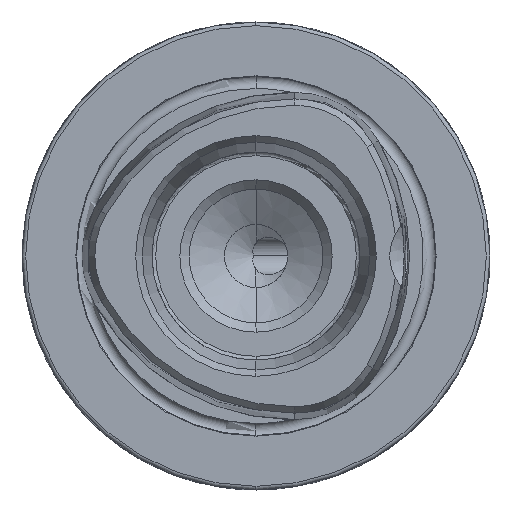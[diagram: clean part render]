
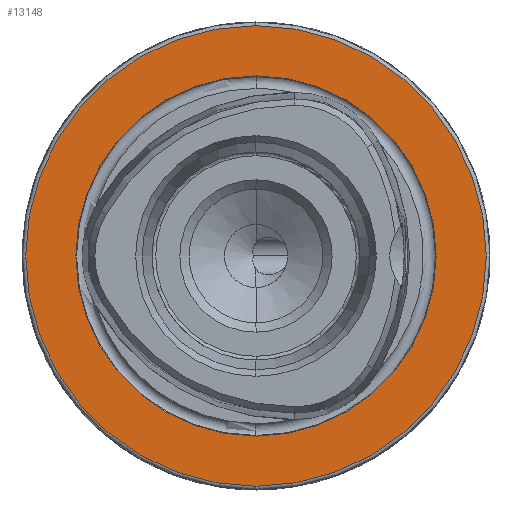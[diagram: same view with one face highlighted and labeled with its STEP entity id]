
A CAD part, left-side view. The second image highlights one B-rep face of the part: STEP entity #13148.
In plain terms, the highlighted planar face has unit normal (-1, 0, 0).
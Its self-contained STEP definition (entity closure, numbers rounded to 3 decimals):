
#448 = EDGE_LOOP ( 'NONE', ( #984, #985 ) ) ;
#449 = EDGE_LOOP ( 'NONE', ( #982, #983 ) ) ;
#982 = ORIENTED_EDGE ( 'NONE', *, *, #8990, .F. ) ;
#983 = ORIENTED_EDGE ( 'NONE', *, *, #6228, .F. ) ;
#984 = ORIENTED_EDGE ( 'NONE', *, *, #6232, .T. ) ;
#985 = ORIENTED_EDGE ( 'NONE', *, *, #8989, .T. ) ;
#2917 = CARTESIAN_POINT ( 'NONE',  ( 0., 0., -24.25 ) ) ;
#2919 = CARTESIAN_POINT ( 'NONE',  ( 0., 0., 24.25 ) ) ;
#2922 = CARTESIAN_POINT ( 'NONE',  ( 0., 0., 31. ) ) ;
#2924 = CARTESIAN_POINT ( 'NONE',  ( 0., 0., -31. ) ) ;
#3108 = CARTESIAN_POINT ( 'NONE',  ( 0., 0., 0. ) ) ;
#3109 = DIRECTION ( 'NONE',  ( -1., 0., 0. ) ) ;
#3110 = DIRECTION ( 'NONE',  ( 0., 0., 1. ) ) ;
#3221 = AXIS2_PLACEMENT_3D ( 'NONE', #9798, #9799, #9800 ) ;
#3222 = AXIS2_PLACEMENT_3D ( 'NONE', #9802, #9803, #9804 ) ;
#5069 = AXIS2_PLACEMENT_3D ( 'NONE', #11173, #11178, #11179 ) ;
#5396 = VERTEX_POINT ( 'NONE', #2917 ) ;
#5400 = VERTEX_POINT ( 'NONE', #2919 ) ;
#5405 = VERTEX_POINT ( 'NONE', #2922 ) ;
#5409 = VERTEX_POINT ( 'NONE', #2924 ) ;
#6228 = EDGE_CURVE ( 'NONE', #5396, #5400, #7355, .T. ) ;
#6232 = EDGE_CURVE ( 'NONE', #5405, #5409, #7366, .T. ) ;
#7355 = CIRCLE ( 'NONE', #10489, 24.25 ) ;
#7366 = CIRCLE ( 'NONE', #10492, 31. ) ;
#7559 = CIRCLE ( 'NONE', #3221, 31. ) ;
#7561 = CIRCLE ( 'NONE', #3222, 24.25 ) ;
#8180 = CARTESIAN_POINT ( 'NONE',  ( 0., 0., 0. ) ) ;
#8182 = DIRECTION ( 'NONE',  ( -1., 0., 0. ) ) ;
#8184 = DIRECTION ( 'NONE',  ( 0., 0., 1. ) ) ;
#8989 = EDGE_CURVE ( 'NONE', #5409, #5405, #7559, .T. ) ;
#8990 = EDGE_CURVE ( 'NONE', #5400, #5396, #7561, .T. ) ;
#9798 = CARTESIAN_POINT ( 'NONE',  ( 0., 0., 0. ) ) ;
#9799 = DIRECTION ( 'NONE',  ( -1., 0., 0. ) ) ;
#9800 = DIRECTION ( 'NONE',  ( 0., 0., 1. ) ) ;
#9802 = CARTESIAN_POINT ( 'NONE',  ( 0., 0., 0. ) ) ;
#9803 = DIRECTION ( 'NONE',  ( -1., 0., 0. ) ) ;
#9804 = DIRECTION ( 'NONE',  ( 0., 0., 1. ) ) ;
#10489 = AXIS2_PLACEMENT_3D ( 'NONE', #3108, #3109, #3110 ) ;
#10492 = AXIS2_PLACEMENT_3D ( 'NONE', #8180, #8182, #8184 ) ;
#10767 = FACE_BOUND ( 'NONE', #449, .T. ) ;
#10781 = FACE_OUTER_BOUND ( 'NONE', #448, .T. ) ;
#11173 = CARTESIAN_POINT ( 'NONE',  ( 0., 24.25, 0. ) ) ;
#11176 = PLANE ( 'NONE',  #5069 ) ;
#11178 = DIRECTION ( 'NONE',  ( 1., 0., 0. ) ) ;
#11179 = DIRECTION ( 'NONE',  ( 0., 0., -1. ) ) ;
#13148 = ADVANCED_FACE ( 'NONE', ( #10767, #10781 ), #11176, .F. ) ;
